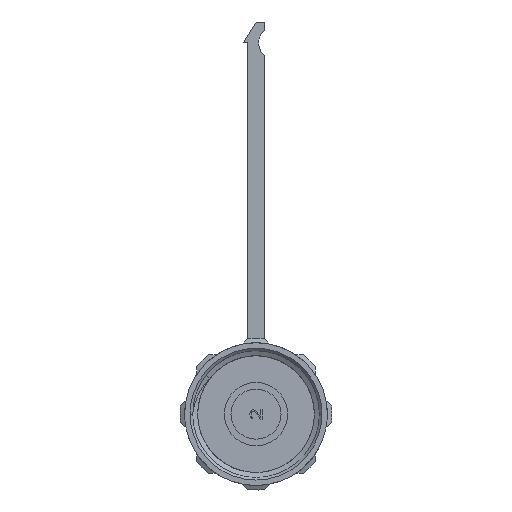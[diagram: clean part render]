
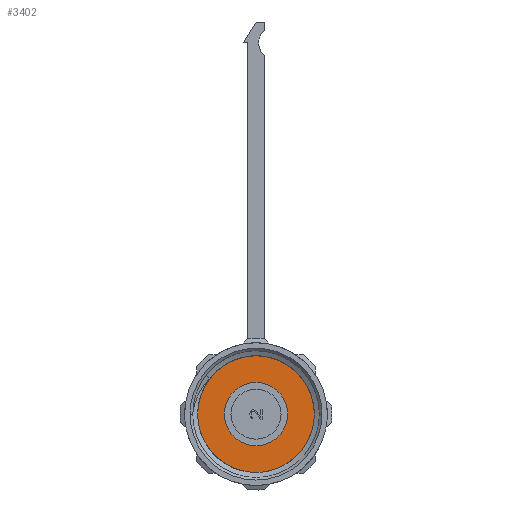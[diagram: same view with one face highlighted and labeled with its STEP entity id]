
A CAD part, left-side view. The second image highlights one B-rep face of the part: STEP entity #3402.
In plain terms, the highlighted planar face has unit normal (-1, 0, 0).
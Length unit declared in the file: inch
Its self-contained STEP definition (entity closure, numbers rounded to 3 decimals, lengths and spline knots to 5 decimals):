
#425=CARTESIAN_POINT('',(0.21654,0.35827,
-0.35827));
#426=DIRECTION('',(1.,0.,0.));
#427=DIRECTION('',(0.,0.787,0.617));
#428=AXIS2_PLACEMENT_3D('',#425,#426,#427);
#430=CARTESIAN_POINT('',(0.21654,0.10166,
-0.45872));
#431=CARTESIAN_POINT('',(0.21654,0.10776,
-0.47432));
#432=CARTESIAN_POINT('',(0.21653,0.12251,
-0.5038));
#433=CARTESIAN_POINT('',(0.21654,0.15234,
-0.54362));
#434=CARTESIAN_POINT('',(0.21654,0.18865,
-0.57732));
#435=CARTESIAN_POINT('',(0.21654,0.23038,
-0.60403));
#436=CARTESIAN_POINT('',(0.21654,0.27619,
-0.62289));
#437=CARTESIAN_POINT('',(0.21654,0.32485,
-0.6333));
#438=CARTESIAN_POINT('',(0.21653,0.3578,
-0.63436));
#439=CARTESIAN_POINT('',(0.21653,0.37451,
-0.63337));
#441=CARTESIAN_POINT('',(0.21654,0.35827,
-0.35827));
#442=DIRECTION('',(-1.,0.,0.));
#443=DIRECTION('',(0.,0.,-1.));
#444=AXIS2_PLACEMENT_3D('',#441,#442,#443);
#446=CARTESIAN_POINT('',(0.21654,0.35827,
-0.35827));
#447=DIRECTION('',(-1.,0.,0.));
#448=DIRECTION('',(0.,0.,1.));
#449=AXIS2_PLACEMENT_3D('',#446,#447,#448);
#451=CARTESIAN_POINT('',(0.21653,0.59377,
-0.1737));
#452=CARTESIAN_POINT('',(0.21653,0.60348,
-0.18705));
#453=CARTESIAN_POINT('',(0.21654,0.62039,
-0.2149));
#454=CARTESIAN_POINT('',(0.21653,0.63865,
-0.2604));
#455=CARTESIAN_POINT('',(0.21654,0.64915,
-0.30847));
#456=CARTESIAN_POINT('',(0.21654,0.65166,
-0.35702));
#457=CARTESIAN_POINT('',(0.21654,0.64606,
-0.40502));
#458=CARTESIAN_POINT('',(0.21654,0.63255,
-0.45155));
#459=CARTESIAN_POINT('',(0.21654,0.61171,
-0.49504));
#460=CARTESIAN_POINT('',(0.21654,0.58377,
-0.53438));
#461=CARTESIAN_POINT('',(0.21654,0.54976,
-0.56841));
#462=CARTESIAN_POINT('',(0.21654,0.50945,
-0.59689));
#463=CARTESIAN_POINT('',(0.21654,0.46644,
-0.61715));
#464=CARTESIAN_POINT('',(0.21654,0.42044,
-0.62989));
#465=CARTESIAN_POINT('',(0.21653,0.38992,
-0.63305));
#466=CARTESIAN_POINT('',(0.21653,0.37451,
-0.63337));
#846=CARTESIAN_POINT('',(0.21654,0.10166,
-0.45872));
#847=CARTESIAN_POINT('',(0.21654,0.09538,
-0.44439));
#848=CARTESIAN_POINT('',(0.21653,0.08537,
-0.41499));
#849=CARTESIAN_POINT('',(0.21654,0.07784,
-0.36825));
#850=CARTESIAN_POINT('',(0.21654,0.07837,
-0.32014));
#851=CARTESIAN_POINT('',(0.21654,0.08718,
-0.27258));
#852=CARTESIAN_POINT('',(0.21654,0.10338,
-0.22845));
#853=CARTESIAN_POINT('',(0.21654,0.12703,
-0.18671));
#854=CARTESIAN_POINT('',(0.21654,0.15753,
-0.14941));
#855=CARTESIAN_POINT('',(0.21654,0.19365,
-0.11763));
#856=CARTESIAN_POINT('',(0.21654,0.23576,
-0.09171));
#857=CARTESIAN_POINT('',(0.21654,0.28102,
-0.07336));
#858=CARTESIAN_POINT('',(0.21654,0.32916,
-0.06273));
#859=CARTESIAN_POINT('',(0.21654,0.37825,
-0.06019));
#860=CARTESIAN_POINT('',(0.21654,0.4109,
-0.06386));
#861=CARTESIAN_POINT('',(0.21654,0.42725,
-0.06711));
#2238=VERTEX_POINT('',#430);
#2239=VERTEX_POINT('',#439);
#2240=CARTESIAN_POINT('',(0.21654,0.59377,
-0.1737));
#2241=CARTESIAN_POINT('',(0.21654,0.42725,
-0.06711));
#2242=VERTEX_POINT('',#2240);
#2243=VERTEX_POINT('',#2241);
#2244=CARTESIAN_POINT('',(0.21654,0.35827,
-0.50787));
#2245=CARTESIAN_POINT('',(0.21654,0.35827,
-0.20866));
#2246=VERTEX_POINT('',#2244);
#2247=VERTEX_POINT('',#2245);
#3382=CARTESIAN_POINT('',(0.21654,0.36436,
-0.34766));
#3383=DIRECTION('',(1.,0.,0.));
#3384=DIRECTION('',(0.,-1.,0.));
#3385=AXIS2_PLACEMENT_3D('',#3382,#3383,#3384);
#3386=PLANE('',#3385);
#3388=ORIENTED_EDGE('',*,*,#3387,.F.);
#3390=ORIENTED_EDGE('',*,*,#3389,.T.);
#3392=ORIENTED_EDGE('',*,*,#3391,.F.);
#3393=ORIENTED_EDGE('',*,*,#3372,.T.);
#3394=EDGE_LOOP('',(#3388,#3390,#3392,#3393));
#3395=FACE_OUTER_BOUND('',#3394,.F.);
#3397=ORIENTED_EDGE('',*,*,#3396,.T.);
#3399=ORIENTED_EDGE('',*,*,#3398,.T.);
#3400=EDGE_LOOP('',(#3397,#3399));
#3401=FACE_BOUND('',#3400,.F.);
#3402=ADVANCED_FACE('',(#3395,#3401),#3386,.F.);
#429=CIRCLE('',#428,0.29921);
#440=B_SPLINE_CURVE_WITH_KNOTS('',3,(#430,#431,#432,#433,#434,#435,#436,#437,
#438,#439),.UNSPECIFIED.,.F.,.F.,(4,1,1,1,1,1,1,4),(0.,0.14286,
0.28571,0.42857,0.57143,0.71429,
0.85714,1.),.UNSPECIFIED.);
#445=CIRCLE('',#444,0.14961);
#450=CIRCLE('',#449,0.14961);
#467=B_SPLINE_CURVE_WITH_KNOTS('',3,(#451,#452,#453,#454,#455,#456,#457,#458,
#459,#460,#461,#462,#463,#464,#465,#466),.UNSPECIFIED.,.F.,.F.,(4,1,1,1,1,1,1,1,
1,1,1,1,1,4),(0.,0.07692,0.15385,0.23077,
0.30769,0.38462,0.46154,0.53846,
0.61538,0.69231,0.76923,0.84615,
0.92308,1.),.UNSPECIFIED.);
#862=B_SPLINE_CURVE_WITH_KNOTS('',3,(#846,#847,#848,#849,#850,#851,#852,#853,
#854,#855,#856,#857,#858,#859,#860,#861),.UNSPECIFIED.,.F.,.F.,(4,1,1,1,1,1,1,1,
1,1,1,1,1,4),(0.,0.07692,0.15385,0.23077,
0.30769,0.38462,0.46154,0.53846,
0.61538,0.69231,0.76923,0.84615,
0.92308,1.),.UNSPECIFIED.);
#3372=EDGE_CURVE('',#2238,#2239,#440,.T.);
#3387=EDGE_CURVE('',#2242,#2239,#467,.T.);
#3389=EDGE_CURVE('',#2242,#2243,#429,.T.);
#3391=EDGE_CURVE('',#2238,#2243,#862,.T.);
#3396=EDGE_CURVE('',#2246,#2247,#445,.T.);
#3398=EDGE_CURVE('',#2247,#2246,#450,.T.);
